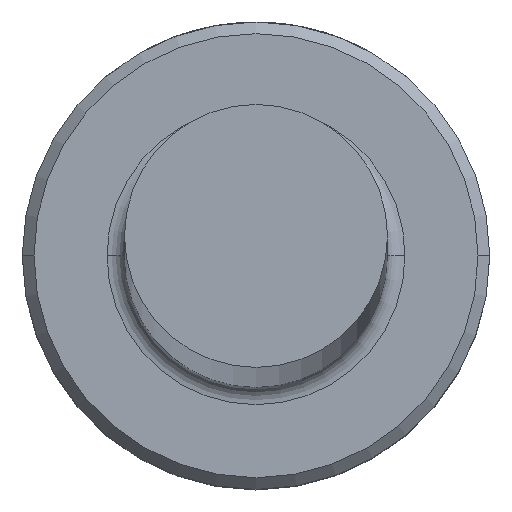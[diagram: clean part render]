
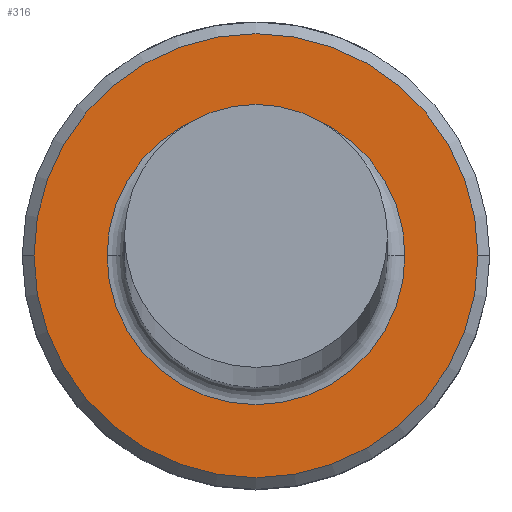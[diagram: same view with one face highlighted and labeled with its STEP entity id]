
A CAD part, top view. The second image highlights one B-rep face of the part: STEP entity #316.
In plain terms, the highlighted planar face has unit normal (0, 0, 1).
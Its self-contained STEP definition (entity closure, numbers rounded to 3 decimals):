
#61 = FACE_BOUND ( 'NONE', #499, .T. ) ;
#66 = AXIS2_PLACEMENT_3D ( 'NONE', #438, #1053, #525 ) ;
#74 = CARTESIAN_POINT ( 'NONE',  ( 2.55, 0., 6. ) ) ;
#80 = FACE_OUTER_BOUND ( 'NONE', #393, .T. ) ;
#158 = CARTESIAN_POINT ( 'NONE',  ( 0., 0., 6. ) ) ;
#241 = DIRECTION ( 'NONE',  ( 1., 0., 0. ) ) ;
#257 = DIRECTION ( 'NONE',  ( -1., 0., 0. ) ) ;
#304 = CIRCLE ( 'NONE', #779, 3.8 ) ;
#316 = ADVANCED_FACE ( 'NONE', ( #80, #61 ), #952, .T. ) ;
#376 = CARTESIAN_POINT ( 'NONE',  ( 3.8, 0., 6. ) ) ;
#393 = EDGE_LOOP ( 'NONE', ( #899, #1057 ) ) ;
#423 = CARTESIAN_POINT ( 'NONE',  ( 0., 0., 6. ) ) ;
#429 = AXIS2_PLACEMENT_3D ( 'NONE', #158, #798, #257 ) ;
#438 = CARTESIAN_POINT ( 'NONE',  ( 0., 0., 6. ) ) ;
#466 = DIRECTION ( 'NONE',  ( 0., 0., -1. ) ) ;
#494 = CIRCLE ( 'NONE', #922, 2.55 ) ;
#499 = EDGE_LOOP ( 'NONE', ( #636, #757 ) ) ;
#518 = CARTESIAN_POINT ( 'NONE',  ( 0., 0., 6. ) ) ;
#524 = CIRCLE ( 'NONE', #429, 2.55 ) ;
#525 = DIRECTION ( 'NONE',  ( 1., 0., 0. ) ) ;
#555 = CARTESIAN_POINT ( 'NONE',  ( -2.55, 0., 6. ) ) ;
#607 = DIRECTION ( 'NONE',  ( 1., 0., 0. ) ) ;
#631 = EDGE_CURVE ( 'NONE', #1114, #1161, #524, .T. ) ;
#636 = ORIENTED_EDGE ( 'NONE', *, *, #1150, .T. ) ;
#757 = ORIENTED_EDGE ( 'NONE', *, *, #631, .T. ) ;
#770 = DIRECTION ( 'NONE',  ( 0., 0., 1. ) ) ;
#779 = AXIS2_PLACEMENT_3D ( 'NONE', #518, #1125, #607 ) ;
#798 = DIRECTION ( 'NONE',  ( 0., 0., -1. ) ) ;
#812 = EDGE_CURVE ( 'NONE', #995, #913, #304, .T. ) ;
#859 = CARTESIAN_POINT ( 'NONE',  ( -3.8, 0., 6. ) ) ;
#870 = AXIS2_PLACEMENT_3D ( 'NONE', #423, #770, #241 ) ;
#899 = ORIENTED_EDGE ( 'NONE', *, *, #812, .T. ) ;
#913 = VERTEX_POINT ( 'NONE', #376 ) ;
#922 = AXIS2_PLACEMENT_3D ( 'NONE', #982, #466, #1078 ) ;
#952 = PLANE ( 'NONE',  #870 ) ;
#968 = CIRCLE ( 'NONE', #66, 3.8 ) ;
#982 = CARTESIAN_POINT ( 'NONE',  ( 0., 0., 6. ) ) ;
#995 = VERTEX_POINT ( 'NONE', #859 ) ;
#1053 = DIRECTION ( 'NONE',  ( 0., 0., 1. ) ) ;
#1057 = ORIENTED_EDGE ( 'NONE', *, *, #1090, .T. ) ;
#1078 = DIRECTION ( 'NONE',  ( -1., 0., 0. ) ) ;
#1090 = EDGE_CURVE ( 'NONE', #913, #995, #968, .T. ) ;
#1114 = VERTEX_POINT ( 'NONE', #74 ) ;
#1125 = DIRECTION ( 'NONE',  ( 0., 0., 1. ) ) ;
#1150 = EDGE_CURVE ( 'NONE', #1161, #1114, #494, .T. ) ;
#1161 = VERTEX_POINT ( 'NONE', #555 ) ;
